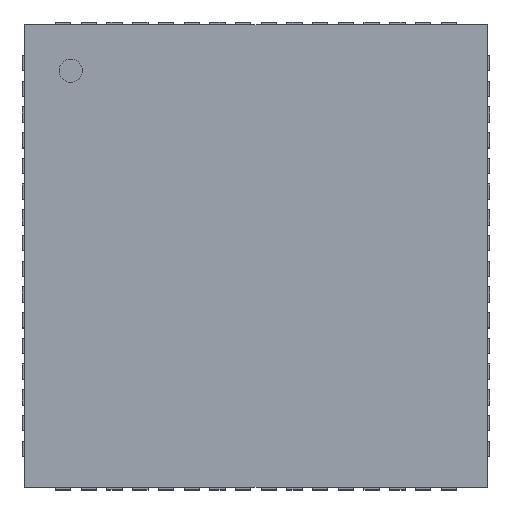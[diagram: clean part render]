
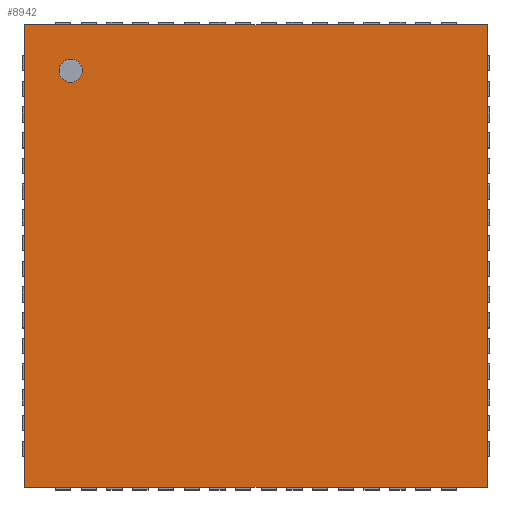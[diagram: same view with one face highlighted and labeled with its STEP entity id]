
A CAD part, top view. The second image highlights one B-rep face of the part: STEP entity #8942.
In plain terms, the highlighted planar face has unit normal (0, 0, 1).
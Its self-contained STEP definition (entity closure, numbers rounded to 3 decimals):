
#87=PLANE('',#9551);
#614=FACE_OUTER_BOUND('',#1141,.T.);
#1141=EDGE_LOOP('',(#6007,#6008,#6009,#6010));
#1663=LINE('',#12323,#2840);
#1667=LINE('',#12330,#2844);
#1670=LINE('',#12336,#2847);
#1672=LINE('',#12339,#2849);
#2840=VECTOR('',#10087,9.);
#2844=VECTOR('',#10093,9.);
#2847=VECTOR('',#10098,9.);
#2849=VECTOR('',#10102,9.);
#4020=VERTEX_POINT('',#12320);
#4021=VERTEX_POINT('',#12322);
#4023=VERTEX_POINT('',#12328);
#4025=VERTEX_POINT('',#12334);
#4807=EDGE_CURVE('',#4021,#4020,#1663,.T.);
#4811=EDGE_CURVE('',#4020,#4023,#1667,.T.);
#4814=EDGE_CURVE('',#4023,#4025,#1670,.T.);
#4816=EDGE_CURVE('',#4025,#4021,#1672,.T.);
#6007=ORIENTED_EDGE('',*,*,#4807,.T.);
#6008=ORIENTED_EDGE('',*,*,#4811,.T.);
#6009=ORIENTED_EDGE('',*,*,#4814,.T.);
#6010=ORIENTED_EDGE('',*,*,#4816,.T.);
#8942=ADVANCED_FACE('',(#614),#87,.T.);
#9551=AXIS2_PLACEMENT_3D('',#12341,#10105,#10106);
#10087=DIRECTION('',(1.,0.,0.));
#10093=DIRECTION('',(0.,1.,0.));
#10098=DIRECTION('',(-1.,0.,0.));
#10102=DIRECTION('',(0.,-1.,0.));
#10105=DIRECTION('center_axis',(0.,0.,1.));
#10106=DIRECTION('ref_axis',(0.,1.,0.));
#12320=CARTESIAN_POINT('',(4.5,-4.5,0.75));
#12322=CARTESIAN_POINT('',(-4.5,-4.5,0.75));
#12323=CARTESIAN_POINT('',(-4.5,-4.5,0.75));
#12328=CARTESIAN_POINT('',(4.5,4.5,0.75));
#12330=CARTESIAN_POINT('',(4.5,-4.5,0.75));
#12334=CARTESIAN_POINT('',(-4.5,4.5,0.75));
#12336=CARTESIAN_POINT('',(4.5,4.5,0.75));
#12339=CARTESIAN_POINT('',(-4.5,4.5,0.75));
#12341=CARTESIAN_POINT('Origin',(-4.5,-4.5,0.75));
